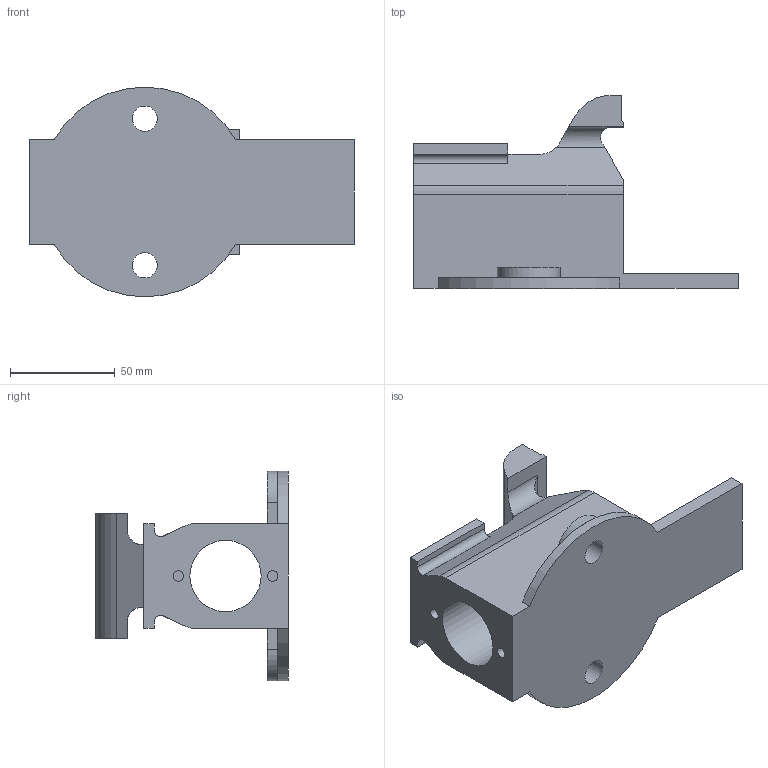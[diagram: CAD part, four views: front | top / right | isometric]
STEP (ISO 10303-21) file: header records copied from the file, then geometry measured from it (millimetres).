
FILE_DESCRIPTION (( 'STEP AP214' ), '1' );
FILE_NAME ('Part5. Fixed jaw.STEP', '2025-04-02T16:42:54', ( '' ), ( '' ), 'SwSTEP 2.0', 'SolidWorks 2025', '' );
FILE_SCHEMA (( 'AUTOMOTIVE_DESIGN' ));
Length unit declared in the file: millimetre
Products named in the file (1): Part5. Fixed jaw
Bounding box: 155 x 92 x 100 mm (x, y, z)
Volume: 284390.5 mm3; surface area: 57475.4 mm2
Topology: 1 solids, 1 shells, 63 faces, 169 edges, 112 vertices
Faces by surface type: plane 43, cylinder 20
Full cylindrical faces by diameter (mm): 3 x2, 5 x2, 12 x2, 34 x1
Entity records: 2017 total; most frequent: CARTESIAN_POINT 418, ORIENTED_EDGE 324, DIRECTION 316, EDGE_CURVE 162, VECTOR 116, LINE 116, VERTEX_POINT 112, AXIS2_PLACEMENT_3D 100
